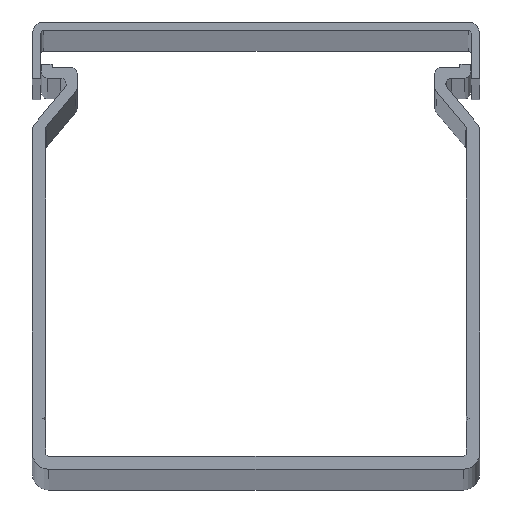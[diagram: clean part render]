
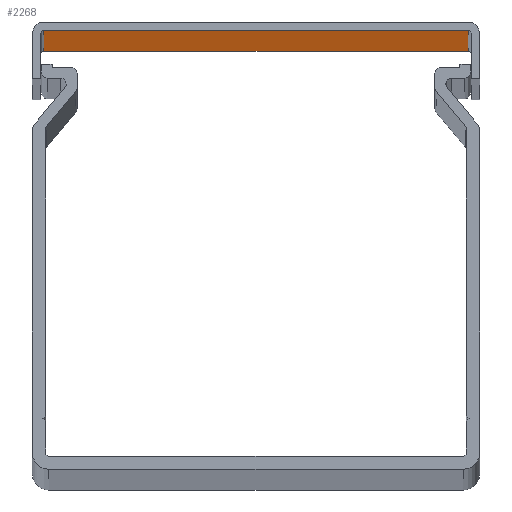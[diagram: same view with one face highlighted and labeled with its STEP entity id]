
A CAD part, top view. The second image highlights one B-rep face of the part: STEP entity #2268.
In plain terms, the highlighted planar face has unit normal (0, -1, 0).
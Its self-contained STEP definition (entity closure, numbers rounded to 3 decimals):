
#23 = VERTEX_POINT ( 'NONE', #424 ) ;
#105 = LINE ( 'NONE', #1413, #2402 ) ;
#115 = DIRECTION ( 'NONE',  ( 0., 0., -1. ) ) ;
#130 = CARTESIAN_POINT ( 'NONE',  ( 1.4, 92.2, 2000. ) ) ;
#340 = CARTESIAN_POINT ( 'NONE',  ( 1.4, 92.2, 500. ) ) ;
#424 = CARTESIAN_POINT ( 'NONE',  ( 72.6, 92.2, 0. ) ) ;
#562 = CARTESIAN_POINT ( 'NONE',  ( 0., 92.2, 0. ) ) ;
#591 = CARTESIAN_POINT ( 'NONE',  ( 1.4, 92.2, 0. ) ) ;
#868 = EDGE_CURVE ( 'NONE', #1502, #1641, #1995, .T. ) ;
#885 = ORIENTED_EDGE ( 'NONE', *, *, #868, .F. ) ;
#962 = LINE ( 'NONE', #562, #1029 ) ;
#974 = EDGE_CURVE ( 'NONE', #1502, #1579, #105, .T. ) ;
#980 = ORIENTED_EDGE ( 'NONE', *, *, #974, .T. ) ;
#1029 = VECTOR ( 'NONE', #2540, 1000. ) ;
#1091 = VECTOR ( 'NONE', #2050, 1000. ) ;
#1196 = AXIS2_PLACEMENT_3D ( 'NONE', #340, #2079, #1568 ) ;
#1214 = CARTESIAN_POINT ( 'NONE',  ( 72.6, 92.2, 500. ) ) ;
#1367 = ORIENTED_EDGE ( 'NONE', *, *, #2393, .T. ) ;
#1413 = CARTESIAN_POINT ( 'NONE',  ( 1.4, 92.2, 500. ) ) ;
#1502 = VERTEX_POINT ( 'NONE', #2406 ) ;
#1568 = DIRECTION ( 'NONE',  ( 0., 0., -1. ) ) ;
#1579 = VERTEX_POINT ( 'NONE', #591 ) ;
#1641 = VERTEX_POINT ( 'NONE', #2569 ) ;
#1834 = EDGE_CURVE ( 'NONE', #23, #1641, #2434, .T. ) ;
#1926 = EDGE_LOOP ( 'NONE', ( #980, #1367, #2649, #885 ) ) ;
#1945 = DIRECTION ( 'NONE',  ( 1., 0., 0. ) ) ;
#1995 = LINE ( 'NONE', #130, #2074 ) ;
#2050 = DIRECTION ( 'NONE',  ( 0., 0., 1. ) ) ;
#2074 = VECTOR ( 'NONE', #1945, 1000. ) ;
#2079 = DIRECTION ( 'NONE',  ( 0., -1., 0. ) ) ;
#2163 = PLANE ( 'NONE',  #1196 ) ;
#2268 = ADVANCED_FACE ( 'NONE', ( #2386 ), #2163, .T. ) ;
#2386 = FACE_OUTER_BOUND ( 'NONE', #1926, .T. ) ;
#2393 = EDGE_CURVE ( 'NONE', #1579, #23, #962, .T. ) ;
#2402 = VECTOR ( 'NONE', #115, 1000. ) ;
#2406 = CARTESIAN_POINT ( 'NONE',  ( 1.4, 92.2, 2000. ) ) ;
#2434 = LINE ( 'NONE', #1214, #1091 ) ;
#2540 = DIRECTION ( 'NONE',  ( 1., 0., 0. ) ) ;
#2569 = CARTESIAN_POINT ( 'NONE',  ( 72.6, 92.2, 2000. ) ) ;
#2649 = ORIENTED_EDGE ( 'NONE', *, *, #1834, .T. ) ;
